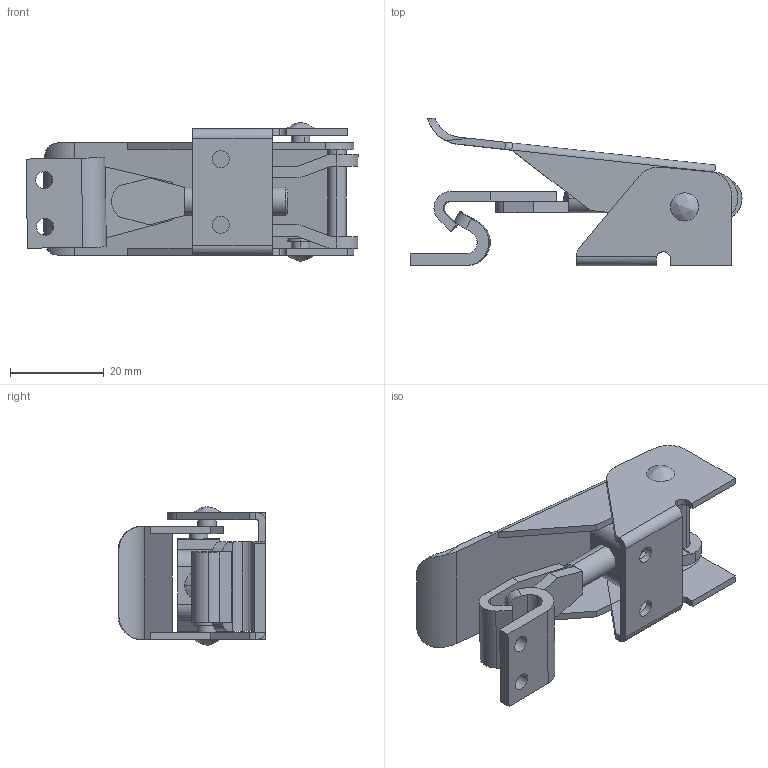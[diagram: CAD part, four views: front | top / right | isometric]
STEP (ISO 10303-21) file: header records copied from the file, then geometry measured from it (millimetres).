
FILE_DESCRIPTION (( 'STEP AP214' ), '1' );
FILE_NAME ('04214-Hold Down Latch Adjustable Zinc Plated 82mm.STEP', '2018-10-15T00:32:07', ( '' ), ( '' ), 'SwSTEP 2.0', 'SolidWorks 2018', '' );
FILE_SCHEMA (( 'AUTOMOTIVE_DESIGN' ));
Length unit declared in the file: millimetre
Products named in the file (10): 4214-3; 4214-6; 4214-5; 4214-8; 04214-Hold Down Latch Adjustable Zinc Plated 82mm; 4214-4; 4214-7; 4214-2; 4214-1; 3628 NP Striker Plate only 17mm
Assembly tree (9 placements, depth 2):
  04214-Hold Down Latch Adjustable Zinc Plated 82mm
    4214-1
    4214-2
    4214-3
    4214-4
    4214-5
    4214-6
    4214-7
    4214-8
    3628 NP Striker Plate only 17mm
Bounding box: 70.72 x 31.44 x 29.6 mm (x, y, z)
Volume: 10133.8 mm3; surface area: 13236.3 mm2
Topology: 9 solids, 9 shells, 454 faces, 1221 edges, 807 vertices
Faces by surface type: plane 254, bspline 98, cylinder 90, cone 10, torus 2
Entity records: 20179 total; most frequent: CARTESIAN_POINT 8862, ORIENTED_EDGE 2430, DIRECTION 1953, EDGE_CURVE 1215, VERTEX_POINT 807, VECTOR 805, LINE 805, AXIS2_PLACEMENT_3D 574
